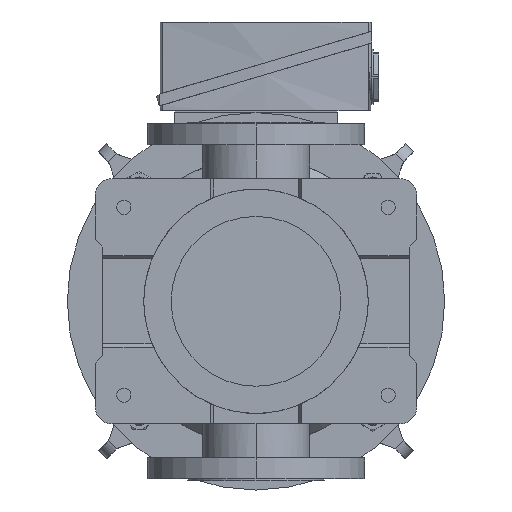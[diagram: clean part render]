
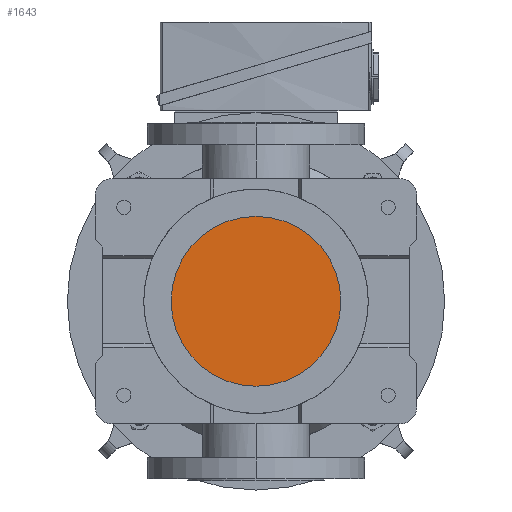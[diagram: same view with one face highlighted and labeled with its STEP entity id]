
A CAD part, front view. The second image highlights one B-rep face of the part: STEP entity #1643.
In plain terms, the highlighted face is planar.
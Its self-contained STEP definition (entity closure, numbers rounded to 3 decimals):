
#412 = ORIENTED_EDGE ( 'NONE', *, *, #2461, .T. ) ;
#1643 = ADVANCED_FACE ( 'NONE', ( #19324 ), #49261, .F. ) ;
#2461 = EDGE_CURVE ( 'NONE', #25364, #13073, #49776, .T. ) ;
#3524 = AXIS2_PLACEMENT_3D ( 'NONE', #32221, #30944, #45779 ) ;
#5184 = CARTESIAN_POINT ( 'NONE',  ( -120., 0., 81. ) ) ;
#8637 = CARTESIAN_POINT ( 'NONE',  ( 0., 0., 81. ) ) ;
#13073 = VERTEX_POINT ( 'NONE', #58631 ) ;
#18938 = DIRECTION ( 'NONE',  ( 0., 0., -1. ) ) ;
#19324 = FACE_OUTER_BOUND ( 'NONE', #22081, .T. ) ;
#22081 = EDGE_LOOP ( 'NONE', ( #26475, #412 ) ) ;
#25364 = VERTEX_POINT ( 'NONE', #5184 ) ;
#26475 = ORIENTED_EDGE ( 'NONE', *, *, #50468, .T. ) ;
#30944 = DIRECTION ( 'NONE',  ( 0., 0., -1. ) ) ;
#32221 = CARTESIAN_POINT ( 'NONE',  ( 0., 0., 81. ) ) ;
#32338 = AXIS2_PLACEMENT_3D ( 'NONE', #8637, #18938, #62764 ) ;
#33395 = CIRCLE ( 'NONE', #32338, 120. ) ;
#34428 = DIRECTION ( 'NONE',  ( 1., 0., 0. ) ) ;
#35374 = CARTESIAN_POINT ( 'NONE',  ( 132., -132., 81. ) ) ;
#36284 = AXIS2_PLACEMENT_3D ( 'NONE', #35374, #38956, #34428 ) ;
#38956 = DIRECTION ( 'NONE',  ( 0., 0., 1. ) ) ;
#45779 = DIRECTION ( 'NONE',  ( 1., 0., 0. ) ) ;
#49261 = PLANE ( 'NONE',  #36284 ) ;
#49776 = CIRCLE ( 'NONE', #3524, 120. ) ;
#50468 = EDGE_CURVE ( 'NONE', #13073, #25364, #33395, .T. ) ;
#58631 = CARTESIAN_POINT ( 'NONE',  ( 120., 0., 81. ) ) ;
#62764 = DIRECTION ( 'NONE',  ( 1., 0., 0. ) ) ;
